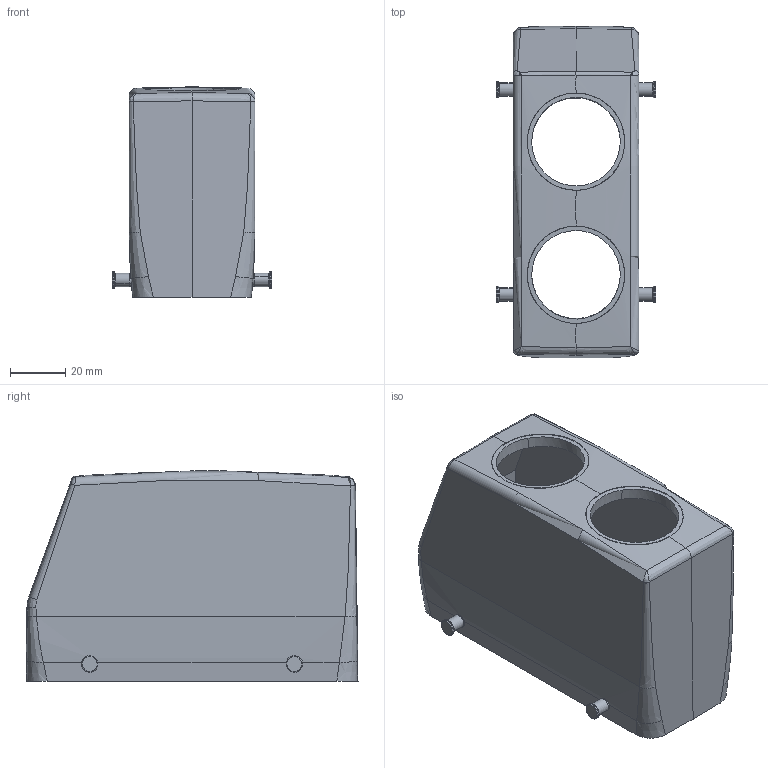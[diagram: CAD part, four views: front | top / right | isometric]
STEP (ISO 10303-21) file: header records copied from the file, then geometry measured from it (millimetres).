
FILE_DESCRIPTION(('CATIA V5 STEP Exchange','CAx-IF Rec.Pracs.--- Model Styling and Organization---1.4--- 2014-01-23'),'2;1');
FILE_NAME ('003146-3_2', '2021-12-07T13:22:26+00:00', ('none'), ('Weidmueller'), 'CATIA Version 5-6 Release 2016 SP3 HF44', 'CATIA V5 STEP AP214', 'none');
FILE_SCHEMA(('AUTOMOTIVE_DESIGN { 1 0 10303 214 1 1 1 1 }'));
Length unit declared in the file: millimetre
Products named in the file (1): 1009710000
Bounding box: 57.8 x 120 x 76 mm (x, y, z)
Volume: 127881.1 mm3; surface area: 50562.9 mm2
Topology: 1 solids, 81 shells, 1412 faces, 3554 edges, 2226 vertices
Faces by surface type: plane 851, cylinder 451, cone 56, bspline 28, torus 26
Entity records: 40615 total; most frequent: CARTESIAN_POINT 9995, ORIENTED_EDGE 7084, DIRECTION 4789, EDGE_CURVE 3542, VERTEX_POINT 2226, AXIS2_PLACEMENT_3D 2160, VECTOR 1925, LINE 1925
